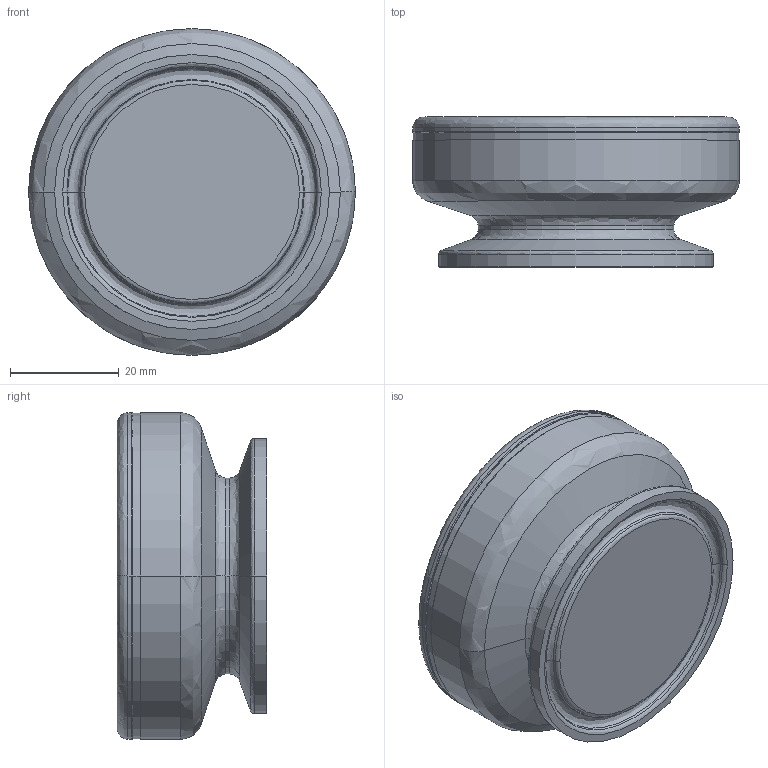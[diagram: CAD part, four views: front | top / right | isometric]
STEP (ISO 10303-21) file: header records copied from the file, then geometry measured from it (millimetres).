
FILE_DESCRIPTION((''),'2;1');
FILE_NAME('TESTER','2012-04-27T',('muenchc'),(''),'PRO/ENGINEER BY PARAMETRIC TECHNOLOGY CORPORATION, 2009380','PRO/ENGINEER BY PARAMETRIC TECHNOLOGY CORPORATION, 2009380','');
FILE_SCHEMA(('AUTOMOTIVE_DESIGN_CC2 { 1 2 10303 214 -1 1 5 2 }'));
Length unit declared in the file: millimetre
Products named in the file (1): TESTER
Bounding box: 60 x 27.55 x 60 mm (x, y, z)
Volume: 60834.9 mm3; surface area: 11248.3 mm2
Topology: 1 solids, 1 shells, 99 faces, 236 edges, 148 vertices
Faces by surface type: bspline 99
Entity records: 4686 total; most frequent: CARTESIAN_POINT 2132, ORIENTED_EDGE 472, DIRECTION 298, EDGE_CURVE 236, VECTOR 174, LINE 174, VERTEX_POINT 148, EDGE_LOOP 108
